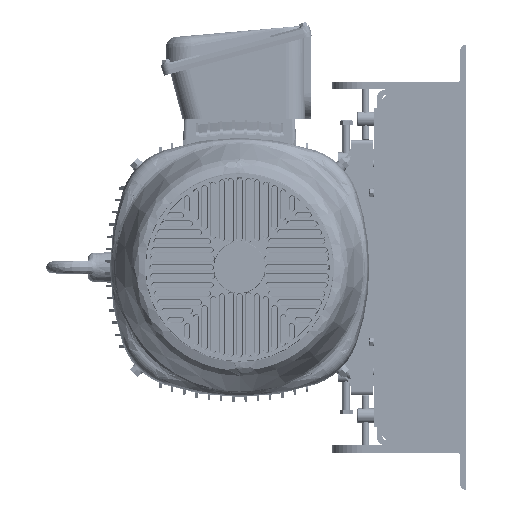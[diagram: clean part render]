
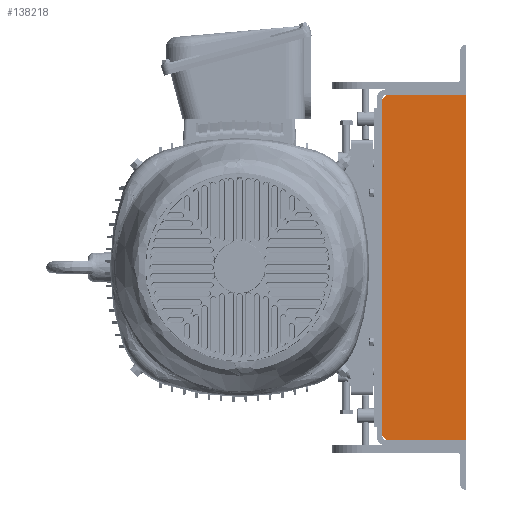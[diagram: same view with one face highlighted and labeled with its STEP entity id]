
A CAD part, left-side view. The second image highlights one B-rep face of the part: STEP entity #138218.
In plain terms, the highlighted planar face has unit normal (-1, 0, 0).
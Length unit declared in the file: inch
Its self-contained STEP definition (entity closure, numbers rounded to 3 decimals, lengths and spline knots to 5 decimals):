
#900 = LINE ( 'NONE', #229232, #29887 ) ;
#1145 = ORIENTED_EDGE ( 'NONE', *, *, #166361, .F. ) ;
#29887 = VECTOR ( 'NONE', #255868, 39.37008 ) ;
#45304 = CARTESIAN_POINT ( 'NONE',  ( 0., 0., -0.375 ) ) ;
#48855 = ORIENTED_EDGE ( 'NONE', *, *, #105501, .F. ) ;
#49234 = VERTEX_POINT ( 'NONE', #140950 ) ;
#67164 = EDGE_LOOP ( 'NONE', ( #48855, #220413, #88583, #245356, #335467, #1145 ) ) ;
#74941 = VERTEX_POINT ( 'NONE', #189465 ) ;
#81338 = DIRECTION ( 'NONE',  ( -1., 0., 0. ) ) ;
#85989 = CARTESIAN_POINT ( 'NONE',  ( 0., 5.625, -0.625 ) ) ;
#86965 = EDGE_CURVE ( 'NONE', #179027, #168604, #162466, .T. ) ;
#88583 = ORIENTED_EDGE ( 'NONE', *, *, #208373, .F. ) ;
#91281 = DIRECTION ( 'NONE',  ( 0., 0., 1. ) ) ;
#94825 = EDGE_CURVE ( 'NONE', #103651, #179027, #99915, .T. ) ;
#96219 = CARTESIAN_POINT ( 'NONE',  ( 0., 5.375, -0.375 ) ) ;
#99542 = DIRECTION ( 'NONE',  ( 0., -1., 0. ) ) ;
#99915 = LINE ( 'NONE', #249214, #315587 ) ;
#103651 = VERTEX_POINT ( 'NONE', #328941 ) ;
#105501 = EDGE_CURVE ( 'NONE', #74941, #49234, #183283, .T. ) ;
#108584 = VECTOR ( 'NONE', #91281, 39.37008 ) ;
#138218 = ADVANCED_FACE ( 'NONE', ( #148660 ), #238782, .T. ) ;
#140950 = CARTESIAN_POINT ( 'NONE',  ( 0., 0., -23.625 ) ) ;
#148660 = FACE_OUTER_BOUND ( 'NONE', #67164, .T. ) ;
#162466 = LINE ( 'NONE', #223172, #108584 ) ;
#163481 = DIRECTION ( 'NONE',  ( 0., 0., 1. ) ) ;
#166361 = EDGE_CURVE ( 'NONE', #49234, #103651, #900, .T. ) ;
#168604 = VERTEX_POINT ( 'NONE', #85989 ) ;
#175641 = DIRECTION ( 'NONE',  ( 0., -0.707, 0.707 ) ) ;
#179027 = VERTEX_POINT ( 'NONE', #323442 ) ;
#179616 = DIRECTION ( 'NONE',  ( 0., 0., -1. ) ) ;
#183283 = LINE ( 'NONE', #284998, #328124 ) ;
#189465 = CARTESIAN_POINT ( 'NONE',  ( 0., 0., -0.375 ) ) ;
#195377 = CARTESIAN_POINT ( 'NONE',  ( 0., 5.375, -0.375 ) ) ;
#204811 = LINE ( 'NONE', #45304, #225721 ) ;
#208373 = EDGE_CURVE ( 'NONE', #168604, #327837, #323264, .T. ) ;
#220413 = ORIENTED_EDGE ( 'NONE', *, *, #259030, .F. ) ;
#223172 = CARTESIAN_POINT ( 'NONE',  ( 0., 5.625, -0.625 ) ) ;
#225721 = VECTOR ( 'NONE', #99542, 39.37008 ) ;
#229232 = CARTESIAN_POINT ( 'NONE',  ( 0., 5.375, -23.625 ) ) ;
#229324 = AXIS2_PLACEMENT_3D ( 'NONE', #322079, #81338, #163481 ) ;
#238782 = PLANE ( 'NONE',  #229324 ) ;
#245356 = ORIENTED_EDGE ( 'NONE', *, *, #86965, .F. ) ;
#248834 = VECTOR ( 'NONE', #175641, 39.37008 ) ;
#249214 = CARTESIAN_POINT ( 'NONE',  ( 0., 5.625, -23.375 ) ) ;
#255868 = DIRECTION ( 'NONE',  ( 0., 1., 0. ) ) ;
#259030 = EDGE_CURVE ( 'NONE', #327837, #74941, #204811, .T. ) ;
#272438 = DIRECTION ( 'NONE',  ( 0., 0.707, 0.707 ) ) ;
#284998 = CARTESIAN_POINT ( 'NONE',  ( 0., 0., -23.625 ) ) ;
#315587 = VECTOR ( 'NONE', #272438, 39.37008 ) ;
#322079 = CARTESIAN_POINT ( 'NONE',  ( 0., -1.40785, 0.29839 ) ) ;
#323264 = LINE ( 'NONE', #195377, #248834 ) ;
#323442 = CARTESIAN_POINT ( 'NONE',  ( 0., 5.625, -23.375 ) ) ;
#327837 = VERTEX_POINT ( 'NONE', #96219 ) ;
#328124 = VECTOR ( 'NONE', #179616, 39.37008 ) ;
#328941 = CARTESIAN_POINT ( 'NONE',  ( 0., 5.375, -23.625 ) ) ;
#335467 = ORIENTED_EDGE ( 'NONE', *, *, #94825, .F. ) ;
